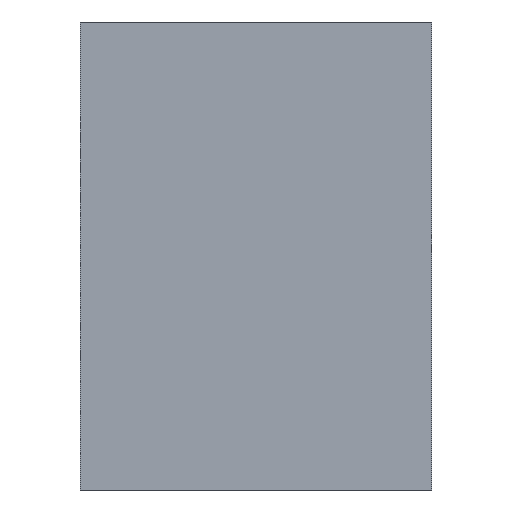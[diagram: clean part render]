
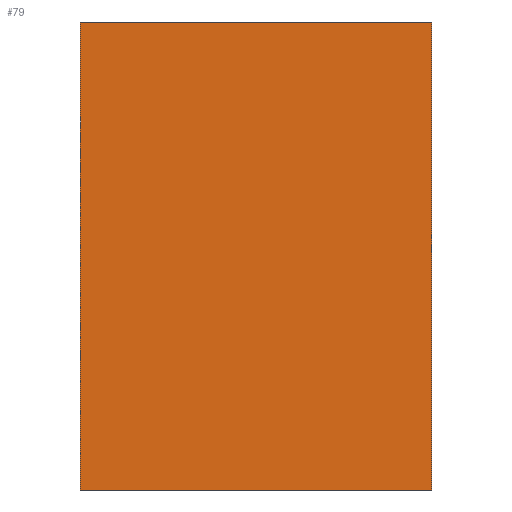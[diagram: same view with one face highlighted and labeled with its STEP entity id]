
A CAD part, left-side view. The second image highlights one B-rep face of the part: STEP entity #79.
In plain terms, the highlighted planar face has unit normal (-1, 0, 0).
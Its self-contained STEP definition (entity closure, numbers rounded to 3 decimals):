
#79 = ADVANCED_FACE( '', ( #98 ), #99, .T. );
#98 = FACE_OUTER_BOUND( '', #126, .T. );
#99 = PLANE( '', #127 );
#126 = EDGE_LOOP( '', ( #180, #181, #182, #183 ) );
#127 = AXIS2_PLACEMENT_3D( '', #184, #185, #186 );
#180 = ORIENTED_EDGE( '', *, *, #269, .F. );
#181 = ORIENTED_EDGE( '', *, *, #270, .F. );
#182 = ORIENTED_EDGE( '', *, *, #261, .T. );
#183 = ORIENTED_EDGE( '', *, *, #258, .T. );
#184 = CARTESIAN_POINT( '', ( -100., -75., -100. ) );
#185 = DIRECTION( '', ( -1., 0., 0. ) );
#186 = DIRECTION( '', ( 0., 0., 1. ) );
#258 = EDGE_CURVE( '', #299, #296, #300, .T. );
#261 = EDGE_CURVE( '', #304, #299, #305, .T. );
#269 = EDGE_CURVE( '', #318, #296, #319, .T. );
#270 = EDGE_CURVE( '', #304, #318, #320, .T. );
#296 = VERTEX_POINT( '', #356 );
#299 = VERTEX_POINT( '', #360 );
#300 = LINE( '', #361, #362 );
#304 = VERTEX_POINT( '', #368 );
#305 = LINE( '', #369, #370 );
#318 = VERTEX_POINT( '', #388 );
#319 = LINE( '', #389, #390 );
#320 = LINE( '', #391, #392 );
#356 = CARTESIAN_POINT( '', ( -100., 75., 100. ) );
#360 = CARTESIAN_POINT( '', ( -100., -75., 100. ) );
#361 = CARTESIAN_POINT( '', ( -100., -75., 100. ) );
#362 = VECTOR( '', #432, 1000. );
#368 = CARTESIAN_POINT( '', ( -100., -75., -100. ) );
#369 = CARTESIAN_POINT( '', ( -100., -75., -100. ) );
#370 = VECTOR( '', #435, 1000. );
#388 = CARTESIAN_POINT( '', ( -100., 75., -100. ) );
#389 = CARTESIAN_POINT( '', ( -100., 75., -100. ) );
#390 = VECTOR( '', #447, 1000. );
#391 = CARTESIAN_POINT( '', ( -100., -75., -100. ) );
#392 = VECTOR( '', #448, 1000. );
#432 = DIRECTION( '', ( 0., 1., 0. ) );
#435 = DIRECTION( '', ( 0., 0., 1. ) );
#447 = DIRECTION( '', ( 0., 0., 1. ) );
#448 = DIRECTION( '', ( 0., 1., 0. ) );
